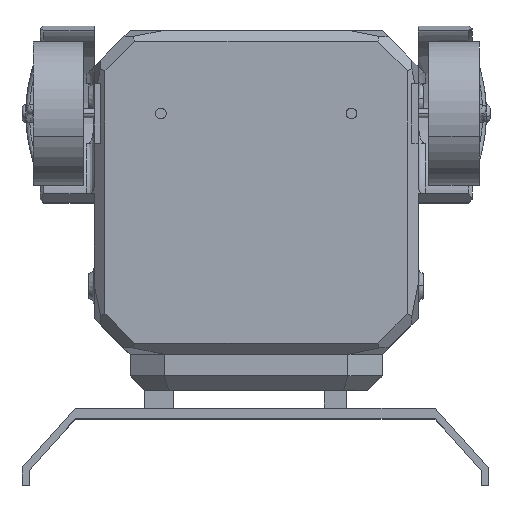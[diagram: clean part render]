
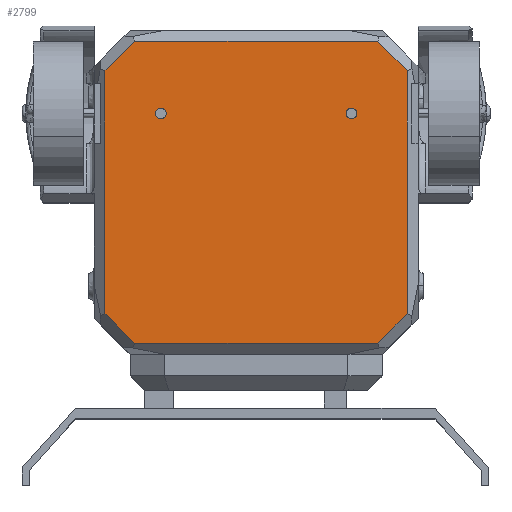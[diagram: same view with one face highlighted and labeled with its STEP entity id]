
A CAD part, top view. The second image highlights one B-rep face of the part: STEP entity #2799.
In plain terms, the highlighted free-form (B-spline) face has degree [1, 1] with [2, 2] control points.
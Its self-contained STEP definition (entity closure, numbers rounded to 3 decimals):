
#116 = VERTEX_POINT('',#117);
#117 = CARTESIAN_POINT('',(9.023,21.062,
    26.016));
#135 = VERTEX_POINT('',#136);
#136 = CARTESIAN_POINT('',(12.163,21.062,
    26.016));
#141 = EDGE_CURVE('',#116,#135,#142,.T.);
#142 = ( BOUNDED_CURVE() B_SPLINE_CURVE(2,(#143,#144,#145,#146,#147),
.UNSPECIFIED.,.F.,.F.) B_SPLINE_CURVE_WITH_KNOTS((3,2,3),(3.142,
4.712,6.283),.PIECEWISE_BEZIER_KNOTS.) CURVE() 
GEOMETRIC_REPRESENTATION_ITEM() RATIONAL_B_SPLINE_CURVE((1.,
0.707,1.,0.707,1.)) REPRESENTATION_ITEM('') );
#143 = CARTESIAN_POINT('',(9.023,21.062,
    26.016));
#144 = CARTESIAN_POINT('',(9.023,19.492,
    26.016));
#145 = CARTESIAN_POINT('',(10.593,19.492,
    26.016));
#146 = CARTESIAN_POINT('',(12.163,19.492,
    26.016));
#147 = CARTESIAN_POINT('',(12.163,21.062,
    26.016));
#306 = VERTEX_POINT('',#307);
#307 = CARTESIAN_POINT('',(-46.445,21.062,
    26.016));
#325 = VERTEX_POINT('',#326);
#326 = CARTESIAN_POINT('',(-43.305,21.062,
    26.016));
#331 = EDGE_CURVE('',#325,#306,#332,.T.);
#332 = ( BOUNDED_CURVE() B_SPLINE_CURVE(2,(#333,#334,#335,#336,#337),
.UNSPECIFIED.,.F.,.F.) B_SPLINE_CURVE_WITH_KNOTS((3,2,3),(3.142,
4.712,6.283),.PIECEWISE_BEZIER_KNOTS.) CURVE() 
GEOMETRIC_REPRESENTATION_ITEM() RATIONAL_B_SPLINE_CURVE((1.,
0.707,1.,0.707,1.)) REPRESENTATION_ITEM('') );
#333 = CARTESIAN_POINT('',(-43.305,21.062,
    26.016));
#334 = CARTESIAN_POINT('',(-43.305,19.492,
    26.016));
#335 = CARTESIAN_POINT('',(-44.875,19.492,
    26.016));
#336 = CARTESIAN_POINT('',(-46.445,19.492,
    26.016));
#337 = CARTESIAN_POINT('',(-46.445,21.062,
    26.016));
#1698 = VERTEX_POINT('',#1699);
#1699 = CARTESIAN_POINT('',(26.815,33.457,
    26.016));
#1704 = EDGE_CURVE('',#1705,#1698,#1707,.T.);
#1705 = VERTEX_POINT('',#1706);
#1706 = CARTESIAN_POINT('',(26.815,-37.202,
    26.016));
#1707 = B_SPLINE_CURVE_WITH_KNOTS('',1,(#1708,#1709),.UNSPECIFIED.,.F.,
  .F.,(2,2),(-55.051,12.464),.PIECEWISE_BEZIER_KNOTS.);
#1708 = CARTESIAN_POINT('',(26.815,-37.202,
    26.016));
#1709 = CARTESIAN_POINT('',(26.815,33.457,
    26.016));
#2799 = ADVANCED_FACE('',(#2800,#2811,#2822),#2872,.T.);
#2800 = FACE_BOUND('',#2801,.T.);
#2801 = EDGE_LOOP('',(#2802,#2803));
#2802 = ORIENTED_EDGE('',*,*,#141,.F.);
#2803 = ORIENTED_EDGE('',*,*,#2804,.F.);
#2804 = EDGE_CURVE('',#135,#116,#2805,.T.);
#2805 = ( BOUNDED_CURVE() B_SPLINE_CURVE(2,(#2806,#2807,#2808,#2809,
#2810),.UNSPECIFIED.,.F.,.F.) B_SPLINE_CURVE_WITH_KNOTS((3,2,3),(0.,
1.571,3.142),.PIECEWISE_BEZIER_KNOTS.) CURVE() 
GEOMETRIC_REPRESENTATION_ITEM() RATIONAL_B_SPLINE_CURVE((1.,
0.707,1.,0.707,1.)) REPRESENTATION_ITEM('') );
#2806 = CARTESIAN_POINT('',(12.163,21.062,
    26.016));
#2807 = CARTESIAN_POINT('',(12.163,22.631,
    26.016));
#2808 = CARTESIAN_POINT('',(10.593,22.631,
    26.016));
#2809 = CARTESIAN_POINT('',(9.023,22.631,
    26.016));
#2810 = CARTESIAN_POINT('',(9.023,21.062,
    26.016));
#2811 = FACE_BOUND('',#2812,.T.);
#2812 = EDGE_LOOP('',(#2813,#2821));
#2813 = ORIENTED_EDGE('',*,*,#2814,.T.);
#2814 = EDGE_CURVE('',#306,#325,#2815,.T.);
#2815 = ( BOUNDED_CURVE() B_SPLINE_CURVE(2,(#2816,#2817,#2818,#2819,
#2820),.UNSPECIFIED.,.F.,.F.) B_SPLINE_CURVE_WITH_KNOTS((3,2,3),(0.,
1.571,3.142),.PIECEWISE_BEZIER_KNOTS.) CURVE() 
GEOMETRIC_REPRESENTATION_ITEM() RATIONAL_B_SPLINE_CURVE((1.,
0.707,1.,0.707,1.)) REPRESENTATION_ITEM('') );
#2816 = CARTESIAN_POINT('',(-46.445,21.062,
    26.016));
#2817 = CARTESIAN_POINT('',(-46.445,22.631,
    26.016));
#2818 = CARTESIAN_POINT('',(-44.875,22.631,
    26.016));
#2819 = CARTESIAN_POINT('',(-43.305,22.631,
    26.016));
#2820 = CARTESIAN_POINT('',(-43.305,21.062,
    26.016));
#2821 = ORIENTED_EDGE('',*,*,#331,.T.);
#2822 = FACE_BOUND('',#2823,.T.);
#2823 = EDGE_LOOP('',(#2824,#2833,#2840,#2845,#2846,#2853,#2860,#2867));
#2824 = ORIENTED_EDGE('',*,*,#2825,.T.);
#2825 = EDGE_CURVE('',#2826,#2828,#2830,.T.);
#2826 = VERTEX_POINT('',#2827);
#2827 = CARTESIAN_POINT('',(-61.097,-37.202,
    26.016));
#2828 = VERTEX_POINT('',#2829);
#2829 = CARTESIAN_POINT('',(-52.47,-45.829,
    26.016));
#2830 = B_SPLINE_CURVE_WITH_KNOTS('',1,(#2831,#2832),.UNSPECIFIED.,.F.,
  .F.,(2,2),(-12.899,-1.243),.PIECEWISE_BEZIER_KNOTS.);
#2831 = CARTESIAN_POINT('',(-61.097,-37.202,
    26.016));
#2832 = CARTESIAN_POINT('',(-52.47,-45.829,
    26.016));
#2833 = ORIENTED_EDGE('',*,*,#2834,.T.);
#2834 = EDGE_CURVE('',#2828,#2835,#2837,.T.);
#2835 = VERTEX_POINT('',#2836);
#2836 = CARTESIAN_POINT('',(18.189,-45.829,
    26.016));
#2837 = B_SPLINE_CURVE_WITH_KNOTS('',1,(#2838,#2839),.UNSPECIFIED.,.F.,
  .F.,(2,2),(-55.051,12.464),.PIECEWISE_BEZIER_KNOTS.);
#2838 = CARTESIAN_POINT('',(-52.47,-45.829,
    26.016));
#2839 = CARTESIAN_POINT('',(18.189,-45.829,
    26.016));
#2840 = ORIENTED_EDGE('',*,*,#2841,.T.);
#2841 = EDGE_CURVE('',#2835,#1705,#2842,.T.);
#2842 = B_SPLINE_CURVE_WITH_KNOTS('',1,(#2843,#2844),.UNSPECIFIED.,.F.,
  .F.,(2,2),(-12.899,-1.243),.PIECEWISE_BEZIER_KNOTS.);
#2843 = CARTESIAN_POINT('',(18.189,-45.829,
    26.016));
#2844 = CARTESIAN_POINT('',(26.815,-37.202,
    26.016));
#2845 = ORIENTED_EDGE('',*,*,#1704,.T.);
#2846 = ORIENTED_EDGE('',*,*,#2847,.T.);
#2847 = EDGE_CURVE('',#1698,#2848,#2850,.T.);
#2848 = VERTEX_POINT('',#2849);
#2849 = CARTESIAN_POINT('',(18.189,42.083,
    26.016));
#2850 = B_SPLINE_CURVE_WITH_KNOTS('',1,(#2851,#2852),.UNSPECIFIED.,.F.,
  .F.,(2,2),(-12.899,-1.243),.PIECEWISE_BEZIER_KNOTS.);
#2851 = CARTESIAN_POINT('',(26.815,33.457,
    26.016));
#2852 = CARTESIAN_POINT('',(18.189,42.083,
    26.016));
#2853 = ORIENTED_EDGE('',*,*,#2854,.T.);
#2854 = EDGE_CURVE('',#2848,#2855,#2857,.T.);
#2855 = VERTEX_POINT('',#2856);
#2856 = CARTESIAN_POINT('',(-52.47,42.083,
    26.016));
#2857 = B_SPLINE_CURVE_WITH_KNOTS('',1,(#2858,#2859),.UNSPECIFIED.,.F.,
  .F.,(2,2),(-55.051,12.464),.PIECEWISE_BEZIER_KNOTS.);
#2858 = CARTESIAN_POINT('',(18.189,42.083,
    26.016));
#2859 = CARTESIAN_POINT('',(-52.47,42.083,
    26.016));
#2860 = ORIENTED_EDGE('',*,*,#2861,.T.);
#2861 = EDGE_CURVE('',#2855,#2862,#2864,.T.);
#2862 = VERTEX_POINT('',#2863);
#2863 = CARTESIAN_POINT('',(-61.097,33.457,
    26.016));
#2864 = B_SPLINE_CURVE_WITH_KNOTS('',1,(#2865,#2866),.UNSPECIFIED.,.F.,
  .F.,(2,2),(-12.899,-1.243),.PIECEWISE_BEZIER_KNOTS.);
#2865 = CARTESIAN_POINT('',(-52.47,42.083,
    26.016));
#2866 = CARTESIAN_POINT('',(-61.097,33.457,
    26.016));
#2867 = ORIENTED_EDGE('',*,*,#2868,.T.);
#2868 = EDGE_CURVE('',#2862,#2826,#2869,.T.);
#2869 = B_SPLINE_CURVE_WITH_KNOTS('',1,(#2870,#2871),.UNSPECIFIED.,.F.,
  .F.,(2,2),(-55.051,12.464),.PIECEWISE_BEZIER_KNOTS.);
#2870 = CARTESIAN_POINT('',(-61.097,33.457,
    26.016));
#2871 = CARTESIAN_POINT('',(-61.097,-37.202,
    26.016));
#2872 = B_SPLINE_SURFACE_WITH_KNOTS('',1,1,(
    (#2873,#2874)
    ,(#2875,#2876
    )),.UNSPECIFIED.,.F.,.F.,.F.,(2,2),(2,2),(-42.,42.),(-42.,42.),
  .PIECEWISE_BEZIER_KNOTS.);
#2873 = CARTESIAN_POINT('',(-61.097,-45.829,
    26.016));
#2874 = CARTESIAN_POINT('',(-61.097,42.083,
    26.016));
#2875 = CARTESIAN_POINT('',(26.815,-45.829,
    26.016));
#2876 = CARTESIAN_POINT('',(26.815,42.083,
    26.016));
